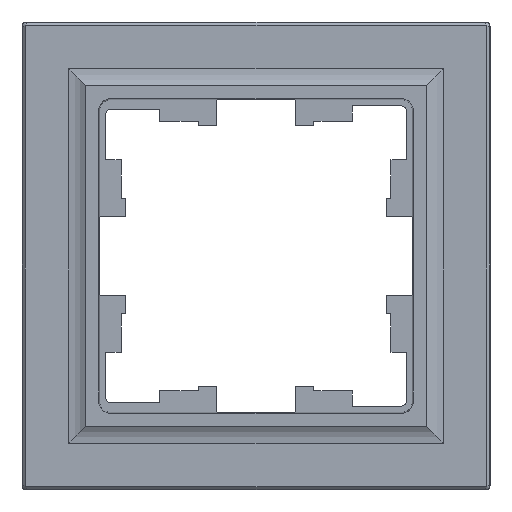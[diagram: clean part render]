
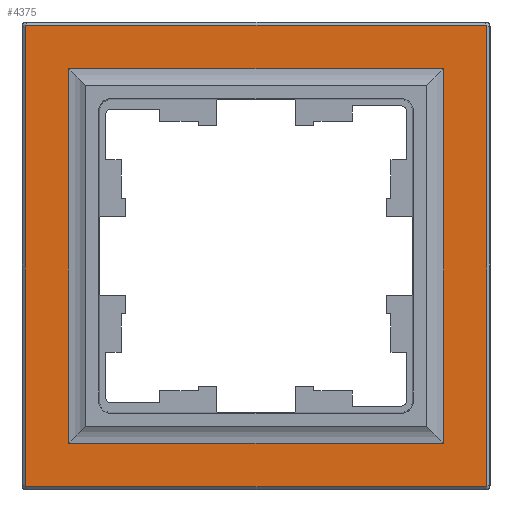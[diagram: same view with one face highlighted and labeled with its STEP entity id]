
A CAD part, top view. The second image highlights one B-rep face of the part: STEP entity #4375.
In plain terms, the highlighted planar face has unit normal (0, 0, 1).
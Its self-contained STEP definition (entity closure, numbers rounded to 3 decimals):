
#22 = VERTEX_POINT ( 'NONE', #3532 ) ;
#72 = CARTESIAN_POINT ( 'NONE',  ( -297.092, 128.8, 0.4 ) ) ;
#178 = CARTESIAN_POINT ( 'NONE',  ( -338.436, 241.444, 0.4 ) ) ;
#180 = VECTOR ( 'NONE', #1029, 1000. ) ;
#258 = LINE ( 'NONE', #1384, #180 ) ;
#295 = EDGE_CURVE ( 'NONE', #4486, #2708, #2837, .T. ) ;
#304 = VERTEX_POINT ( 'NONE', #2528 ) ;
#316 = ORIENTED_EDGE ( 'NONE', *, *, #3995, .T. ) ;
#321 = CARTESIAN_POINT ( 'NONE',  ( -338.566, 158.799, 0.4 ) ) ;
#378 = B_SPLINE_CURVE_WITH_KNOTS ( 'NONE', 3,
 ( #4211, #875, #3166, #178, #1940, #1994 ),
 .UNSPECIFIED., .F., .F.,
 ( 4, 2, 4 ),
 ( 0., 0.5, 1. ),
 .UNSPECIFIED. ) ;
#465 = CARTESIAN_POINT ( 'NONE',  ( -255.821, 158.526, 0.4 ) ) ;
#489 = CARTESIAN_POINT ( 'NONE',  ( -255.648, 241.343, 0.4 ) ) ;
#513 = LINE ( 'NONE', #4528, #4043 ) ;
#521 = CARTESIAN_POINT ( 'NONE',  ( -255.646, 158.663, 0.4 ) ) ;
#584 = VERTEX_POINT ( 'NONE', #3825 ) ;
#602 = CARTESIAN_POINT ( 'NONE',  ( -326.735, 233.643, 0.4 ) ) ;
#614 = DIRECTION ( 'NONE',  ( -1., 0., 0. ) ) ;
#615 = ORIENTED_EDGE ( 'NONE', *, *, #3769, .F. ) ;
#663 = CARTESIAN_POINT ( 'NONE',  ( -255.891, 158.526, 0.4 ) ) ;
#682 = CARTESIAN_POINT ( 'NONE',  ( -338.294, 158.526, 0.4 ) ) ;
#766 = CARTESIAN_POINT ( 'NONE',  ( -255.619, 241.201, 0.4 ) ) ;
#851 = EDGE_CURVE ( 'NONE', #4071, #584, #4408, .T. ) ;
#875 = CARTESIAN_POINT ( 'NONE',  ( -338.567, 241.272, 0.4 ) ) ;
#880 = VECTOR ( 'NONE', #1447, 1000. ) ;
#900 = EDGE_CURVE ( 'NONE', #304, #2429, #513, .T. ) ;
#1020 = EDGE_LOOP ( 'NONE', ( #4592, #316, #1525, #4162, #615, #2571, #4740, #3071 ) ) ;
#1029 = DIRECTION ( 'NONE',  ( 0., 1., 0. ) ) ;
#1044 = VERTEX_POINT ( 'NONE', #4002 ) ;
#1193 = B_SPLINE_CURVE_WITH_KNOTS ( 'NONE', 3,
 ( #321, #1456, #1435, #4019, #2897, #682 ),
 .UNSPECIFIED., .F., .F.,
 ( 4, 2, 4 ),
 ( 0., 0.5, 1. ),
 .UNSPECIFIED. ) ;
#1279 = LINE ( 'NONE', #3100, #3502 ) ;
#1294 = DIRECTION ( 'NONE',  ( 1., 0., 0. ) ) ;
#1297 = CARTESIAN_POINT ( 'NONE',  ( -255.619, 241.201, 0.4 ) ) ;
#1326 = LINE ( 'NONE', #602, #3585 ) ;
#1357 = ORIENTED_EDGE ( 'NONE', *, *, #1919, .F. ) ;
#1384 = CARTESIAN_POINT ( 'NONE',  ( -255.619, 128.8, 0.4 ) ) ;
#1435 = CARTESIAN_POINT ( 'NONE',  ( -338.539, 158.665, 0.4 ) ) ;
#1447 = DIRECTION ( 'NONE',  ( 0., 1., 0. ) ) ;
#1456 = CARTESIAN_POINT ( 'NONE',  ( -338.567, 158.728, 0.4 ) ) ;
#1469 = B_SPLINE_CURVE_WITH_KNOTS ( 'NONE', 3,
 ( #2654, #465, #2286, #521, #3386, #1984 ),
 .UNSPECIFIED., .F., .F.,
 ( 4, 2, 4 ),
 ( 0., 0.5, 1. ),
 .UNSPECIFIED. ) ;
#1474 = VERTEX_POINT ( 'NONE', #766 ) ;
#1507 = CARTESIAN_POINT ( 'NONE',  ( -297.092, 241.473, 0.4 ) ) ;
#1525 = ORIENTED_EDGE ( 'NONE', *, *, #3132, .F. ) ;
#1549 = DIRECTION ( 'NONE',  ( 0., 0., 1. ) ) ;
#1624 = EDGE_CURVE ( 'NONE', #2739, #4322, #1469, .T. ) ;
#1722 = EDGE_CURVE ( 'NONE', #1044, #2739, #1279, .T. ) ;
#1747 = DIRECTION ( 'NONE',  ( 0., -1., 0. ) ) ;
#1824 = CARTESIAN_POINT ( 'NONE',  ( -330.735, 170.357, 0.4 ) ) ;
#1860 = CARTESIAN_POINT ( 'NONE',  ( -263.45, 233.643, 0.4 ) ) ;
#1916 = PLANE ( 'NONE',  #4132 ) ;
#1919 = EDGE_CURVE ( 'NONE', #4486, #2092, #1326, .T. ) ;
#1940 = CARTESIAN_POINT ( 'NONE',  ( -338.365, 241.474, 0.4 ) ) ;
#1949 = CARTESIAN_POINT ( 'NONE',  ( -255.82, 241.474, 0.4 ) ) ;
#1984 = CARTESIAN_POINT ( 'NONE',  ( -255.619, 158.799, 0.4 ) ) ;
#1994 = CARTESIAN_POINT ( 'NONE',  ( -338.294, 241.473, 0.4 ) ) ;
#2092 = VERTEX_POINT ( 'NONE', #4091 ) ;
#2116 = VECTOR ( 'NONE', #614, 1000. ) ;
#2138 = CARTESIAN_POINT ( 'NONE',  ( -326.735, 166.357, 0.4 ) ) ;
#2149 = LINE ( 'NONE', #1824, #880 ) ;
#2150 = CARTESIAN_POINT ( 'NONE',  ( -338.566, 158.799, 0.4 ) ) ;
#2286 = CARTESIAN_POINT ( 'NONE',  ( -255.758, 158.553, 0.4 ) ) ;
#2429 = VERTEX_POINT ( 'NONE', #2150 ) ;
#2463 = CARTESIAN_POINT ( 'NONE',  ( -263.45, 229.643, 0.4 ) ) ;
#2479 = VECTOR ( 'NONE', #1747, 1000. ) ;
#2528 = CARTESIAN_POINT ( 'NONE',  ( -338.566, 241.201, 0.4 ) ) ;
#2571 = ORIENTED_EDGE ( 'NONE', *, *, #900, .T. ) ;
#2654 = CARTESIAN_POINT ( 'NONE',  ( -255.891, 158.526, 0.4 ) ) ;
#2708 = VERTEX_POINT ( 'NONE', #3368 ) ;
#2728 = DIRECTION ( 'NONE',  ( 1., 0., 0. ) ) ;
#2739 = VERTEX_POINT ( 'NONE', #663 ) ;
#2837 = LINE ( 'NONE', #2463, #2479 ) ;
#2848 = LINE ( 'NONE', #2138, #2116 ) ;
#2897 = CARTESIAN_POINT ( 'NONE',  ( -338.366, 158.526, 0.4 ) ) ;
#3066 = CARTESIAN_POINT ( 'NONE',  ( -255.619, 158.799, 0.4 ) ) ;
#3071 = ORIENTED_EDGE ( 'NONE', *, *, #1722, .T. ) ;
#3073 = CARTESIAN_POINT ( 'NONE',  ( -255.749, 241.444, 0.4 ) ) ;
#3100 = CARTESIAN_POINT ( 'NONE',  ( -297.092, 158.526, 0.4 ) ) ;
#3132 = EDGE_CURVE ( 'NONE', #584, #1474, #3994, .T. ) ;
#3166 = CARTESIAN_POINT ( 'NONE',  ( -338.537, 241.343, 0.4 ) ) ;
#3235 = EDGE_CURVE ( 'NONE', #2708, #22, #2848, .T. ) ;
#3309 = CARTESIAN_POINT ( 'NONE',  ( -338.294, 241.473, 0.4 ) ) ;
#3368 = CARTESIAN_POINT ( 'NONE',  ( -263.45, 166.357, 0.4 ) ) ;
#3386 = CARTESIAN_POINT ( 'NONE',  ( -255.618, 158.726, 0.4 ) ) ;
#3502 = VECTOR ( 'NONE', #2728, 1000. ) ;
#3508 = EDGE_CURVE ( 'NONE', #22, #2092, #2149, .T. ) ;
#3532 = CARTESIAN_POINT ( 'NONE',  ( -330.735, 166.357, 0.4 ) ) ;
#3554 = DIRECTION ( 'NONE',  ( 0., -1., 0. ) ) ;
#3585 = VECTOR ( 'NONE', #4689, 1000. ) ;
#3763 = FACE_OUTER_BOUND ( 'NONE', #1020, .T. ) ;
#3769 = EDGE_CURVE ( 'NONE', #304, #4071, #378, .T. ) ;
#3783 = FACE_BOUND ( 'NONE', #4415, .T. ) ;
#3825 = CARTESIAN_POINT ( 'NONE',  ( -255.891, 241.473, 0.4 ) ) ;
#3848 = CARTESIAN_POINT ( 'NONE',  ( -255.618, 241.272, 0.4 ) ) ;
#3994 = B_SPLINE_CURVE_WITH_KNOTS ( 'NONE', 3,
 ( #4268, #1949, #3073, #489, #3848, #1297 ),
 .UNSPECIFIED., .F., .F.,
 ( 4, 2, 4 ),
 ( 0., 0.5, 1. ),
 .UNSPECIFIED. ) ;
#3995 = EDGE_CURVE ( 'NONE', #4322, #1474, #258, .T. ) ;
#4002 = CARTESIAN_POINT ( 'NONE',  ( -338.294, 158.526, 0.4 ) ) ;
#4019 = CARTESIAN_POINT ( 'NONE',  ( -338.43, 158.553, 0.4 ) ) ;
#4043 = VECTOR ( 'NONE', #4553, 1000. ) ;
#4071 = VERTEX_POINT ( 'NONE', #3309 ) ;
#4091 = CARTESIAN_POINT ( 'NONE',  ( -330.735, 233.643, 0.4 ) ) ;
#4118 = ORIENTED_EDGE ( 'NONE', *, *, #295, .T. ) ;
#4119 = EDGE_CURVE ( 'NONE', #2429, #1044, #1193, .T. ) ;
#4132 = AXIS2_PLACEMENT_3D ( 'NONE', #72, #1549, #3554 ) ;
#4162 = ORIENTED_EDGE ( 'NONE', *, *, #851, .F. ) ;
#4211 = CARTESIAN_POINT ( 'NONE',  ( -338.566, 241.201, 0.4 ) ) ;
#4268 = CARTESIAN_POINT ( 'NONE',  ( -255.891, 241.473, 0.4 ) ) ;
#4322 = VERTEX_POINT ( 'NONE', #3066 ) ;
#4375 = ADVANCED_FACE ( 'NONE', ( #3763, #3783 ), #1916, .T. ) ;
#4408 = LINE ( 'NONE', #1507, #4591 ) ;
#4415 = EDGE_LOOP ( 'NONE', ( #4118, #4417, #4570, #1357 ) ) ;
#4417 = ORIENTED_EDGE ( 'NONE', *, *, #3235, .T. ) ;
#4486 = VERTEX_POINT ( 'NONE', #1860 ) ;
#4528 = CARTESIAN_POINT ( 'NONE',  ( -338.566, 128.8, 0.4 ) ) ;
#4553 = DIRECTION ( 'NONE',  ( 0., -1., 0. ) ) ;
#4570 = ORIENTED_EDGE ( 'NONE', *, *, #3508, .T. ) ;
#4591 = VECTOR ( 'NONE', #1294, 1000. ) ;
#4592 = ORIENTED_EDGE ( 'NONE', *, *, #1624, .T. ) ;
#4689 = DIRECTION ( 'NONE',  ( -1., 0., 0. ) ) ;
#4740 = ORIENTED_EDGE ( 'NONE', *, *, #4119, .T. ) ;
